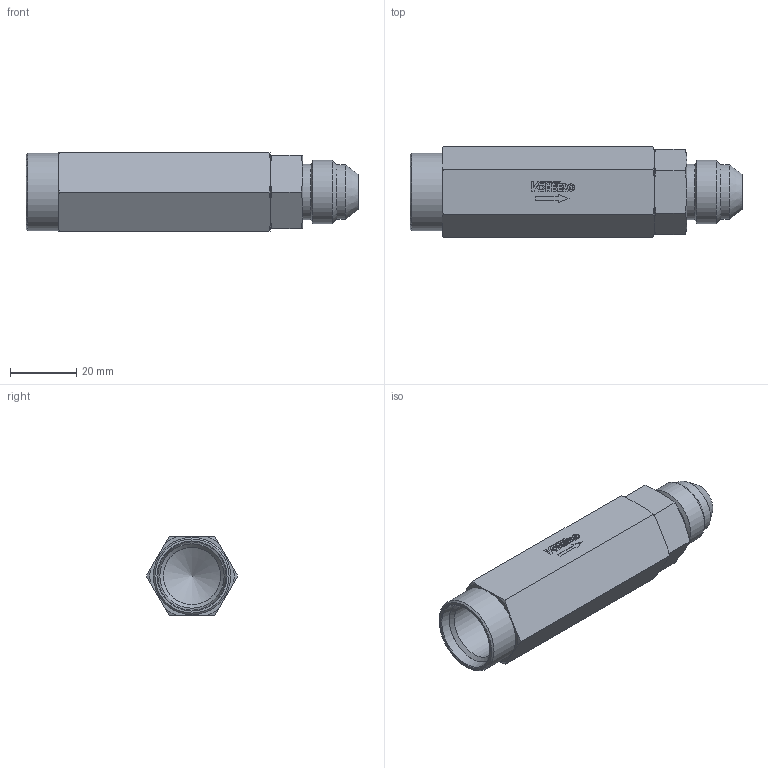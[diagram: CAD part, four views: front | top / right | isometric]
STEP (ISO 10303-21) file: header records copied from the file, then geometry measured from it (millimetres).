
FILE_DESCRIPTION((''),'2;1');
FILE_NAME('10412-208.stp','2015-01-02T15:04:36',('jml'),(''),'Autodesk Inventor 2010','Autodesk Inventor 2010','');
FILE_SCHEMA(('AUTOMOTIVE_DESIGN { 1 0 10303 214 1 1 1 1 }'));
Length unit declared in the file: inch
Products named in the file (3): 10412-208; 320118; 990026
Assembly tree (2 placements, depth 2):
  10412-208
    320118
    990026
Bounding box: 100.13 x 27.51 x 23.83 mm (x, y, z)
Volume: 34010.5 mm3; surface area: 13561.5 mm2
Topology: 3 solids, 3 shells, 167 faces, 420 edges, 276 vertices
Faces by surface type: plane 105, cone 35, cylinder 24, torus 3
Full cylindrical faces by diameter (mm): 1.218 x1, 9.931 x1, 16.485 x1, 16.688 x1, 16.815 x1, 17.323 x2, 19.05 x2, 23.368 x1
Entity records: 4893 total; most frequent: CARTESIAN_POINT 933, ORIENTED_EDGE 786, DIRECTION 774, EDGE_CURVE 393, VERTEX_POINT 272, VECTOR 260, LINE 260, AXIS2_PLACEMENT_3D 257
